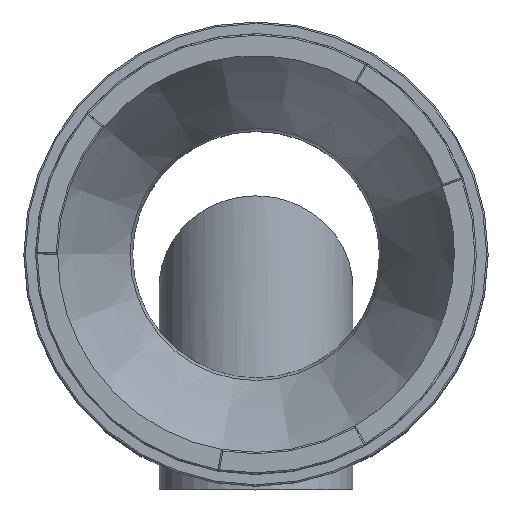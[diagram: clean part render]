
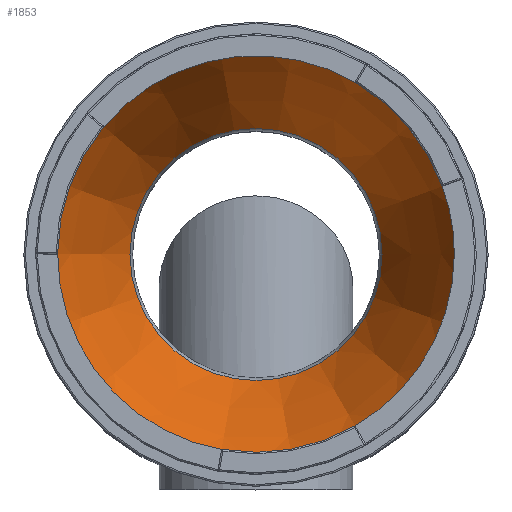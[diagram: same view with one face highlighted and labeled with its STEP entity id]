
A CAD part, top view. The second image highlights one B-rep face of the part: STEP entity #1853.
In plain terms, the highlighted conical face has half-angle 24.489 degrees and reference radius 58.75 mm.
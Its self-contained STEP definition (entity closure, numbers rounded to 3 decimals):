
#87=CONICAL_SURFACE('',#2064,58.75,0.427);
#189=FACE_OUTER_BOUND('',#298,.T.);
#298=EDGE_LOOP('',(#1577,#1578,#1579,#1580));
#414=CIRCLE('',#2060,73.094);
#417=CIRCLE('',#2065,42.9);
#589=LINE('',#4149,#674);
#674=VECTOR('',#2525,58.75);
#848=VERTEX_POINT('',#4139);
#850=VERTEX_POINT('',#4147);
#1108=EDGE_CURVE('',#848,#848,#414,.T.);
#1112=EDGE_CURVE('',#850,#850,#417,.T.);
#1113=EDGE_CURVE('',#850,#848,#589,.T.);
#1577=ORIENTED_EDGE('',*,*,#1112,.F.);
#1578=ORIENTED_EDGE('',*,*,#1113,.T.);
#1579=ORIENTED_EDGE('',*,*,#1108,.F.);
#1580=ORIENTED_EDGE('',*,*,#1113,.F.);
#1853=ADVANCED_FACE('',(#189),#87,.F.);
#2060=AXIS2_PLACEMENT_3D('',#4140,#2512,#2513);
#2064=AXIS2_PLACEMENT_3D('',#4146,#2521,#2522);
#2065=AXIS2_PLACEMENT_3D('',#4148,#2523,#2524);
#2512=DIRECTION('center_axis',(0.,0.,-1.));
#2513=DIRECTION('ref_axis',(-1.,0.,0.));
#2521=DIRECTION('center_axis',(0.,0.,1.));
#2522=DIRECTION('ref_axis',(-1.,0.,0.));
#2523=DIRECTION('center_axis',(0.,0.,1.));
#2524=DIRECTION('ref_axis',(1.,0.,0.));
#2525=DIRECTION('',(0.415,0.,0.91));
#4139=CARTESIAN_POINT('',(73.094,0.,220.219));
#4140=CARTESIAN_POINT('Origin',(0.,0.,220.219));
#4146=CARTESIAN_POINT('Origin',(0.,0.,188.727));
#4147=CARTESIAN_POINT('',(42.9,0.,153.929));
#4148=CARTESIAN_POINT('Origin',(0.,0.,153.929));
#4149=CARTESIAN_POINT('',(58.75,0.,188.727));
